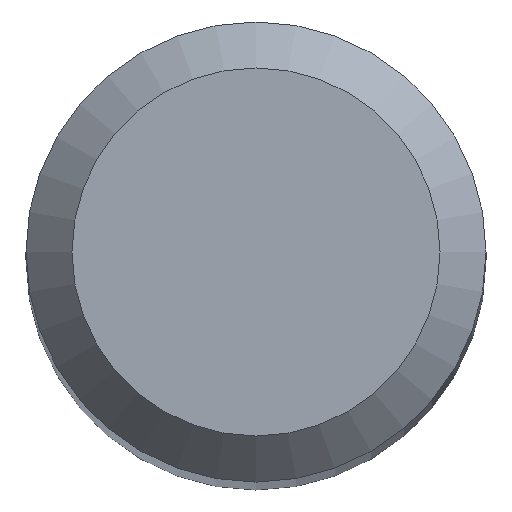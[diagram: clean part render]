
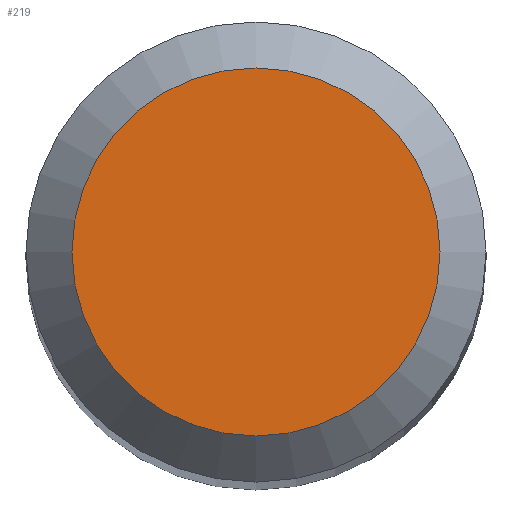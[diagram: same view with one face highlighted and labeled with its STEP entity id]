
A CAD part, top view. The second image highlights one B-rep face of the part: STEP entity #219.
In plain terms, the highlighted planar face has unit normal (0, 0, 1).
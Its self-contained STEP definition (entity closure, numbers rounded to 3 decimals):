
#5 = CARTESIAN_POINT ( 'NONE',  ( 0., 1.2, 38. ) ) ;
#23 = CIRCLE ( 'NONE', #56, 1.2 ) ;
#40 = PLANE ( 'NONE',  #194 ) ;
#56 = AXIS2_PLACEMENT_3D ( 'NONE', #142, #90, #79 ) ;
#68 = ORIENTED_EDGE ( 'NONE', *, *, #162, .F. ) ;
#79 = DIRECTION ( 'NONE',  ( 0., 1., 0. ) ) ;
#90 = DIRECTION ( 'NONE',  ( 0., 0., -1. ) ) ;
#96 = VERTEX_POINT ( 'NONE', #5 ) ;
#106 = EDGE_LOOP ( 'NONE', ( #68 ) ) ;
#111 = DIRECTION ( 'NONE',  ( 0., 1., 0. ) ) ;
#124 = DIRECTION ( 'NONE',  ( 0., 0., -1. ) ) ;
#142 = CARTESIAN_POINT ( 'NONE',  ( 0., 0., 38. ) ) ;
#148 = FACE_OUTER_BOUND ( 'NONE', #106, .T. ) ;
#162 = EDGE_CURVE ( 'NONE', #96, #96, #23, .T. ) ;
#194 = AXIS2_PLACEMENT_3D ( 'NONE', #215, #124, #111 ) ;
#215 = CARTESIAN_POINT ( 'NONE',  ( 0., 0., 38. ) ) ;
#219 = ADVANCED_FACE ( 'NONE', ( #148 ), #40, .F. ) ;
